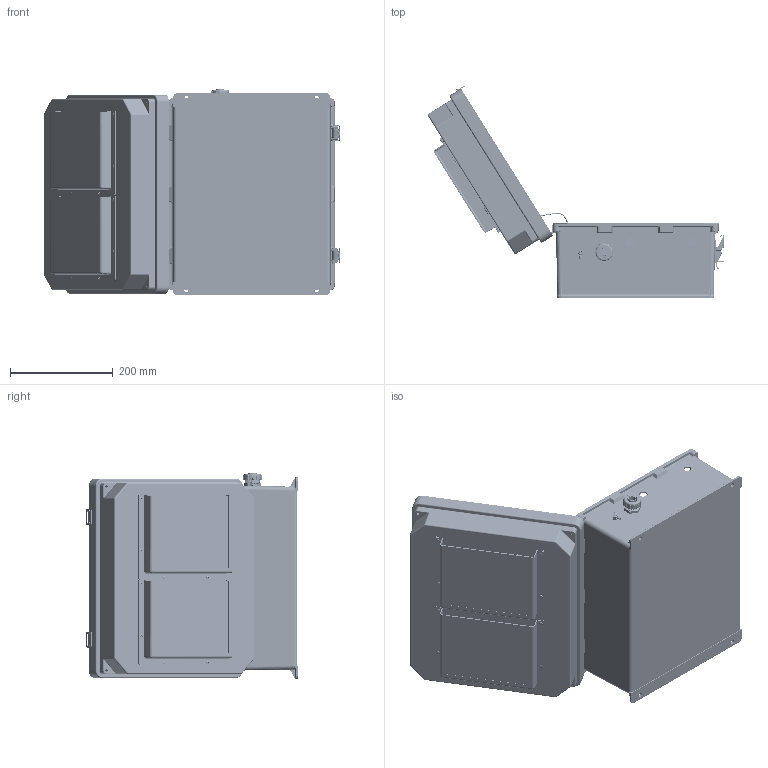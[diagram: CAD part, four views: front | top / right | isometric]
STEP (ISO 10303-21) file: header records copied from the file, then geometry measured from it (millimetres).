
FILE_DESCRIPTION (( 'STEP AP214' ), '1' );
FILE_NAME ('TEF141207-40FAF.STEP', '2018-11-20T18:10:06', ( '' ), ( '' ), 'SwSTEP 2.0', 'SolidWorks 2017', '' );
FILE_SCHEMA (( 'AUTOMOTIVE_DESIGN' ));
Length unit declared in the file: inch
Products named in the file (28): XFS-0017; 10-32 NEMA PLATE SCREW; XCT-0011; XCT-0010; 1BE02-011; XFW-0002; XFN-0003; XCT-0005; XMH-0005; XFS-0026; XFS-0006; XC-0003; XFW-0004; NB141207-DoorClasp-2; HYP245; NB141207-DoorClasp-1; XFR-0005; NB141207-Lid-Vented; XFS-0024_90184A168; NB141207-Hinge; FanWire-14-40F; NB141207-Box; XMH-0002; Fan Screen-120x120 ALUM; TEF141207-40FAF; XFN-0002; XM220-01-UL; NEMA 14-400 GroundWire
Assembly tree (58 placements, depth 2):
  TEF141207-40FAF
    NB141207-Box
    NB141207-Hinge  x2
    NB141207-Lid-Vented
    NB141207-DoorClasp-1  x2
    NB141207-DoorClasp-2  x2
    XC-0003
    XFS-0026
    XCT-0005
    XFN-0003  x2
    XFW-0002
    1BE02-011
    XCT-0010
    XCT-0011
    10-32 NEMA PLATE SCREW  x4
    XFS-0017
    NEMA 14-400 GroundWire
    XM220-01-UL  x2
    XFN-0002  x8
    Fan Screen-120x120 ALUM  x2
    XMH-0002
    FanWire-14-40F
    XFS-0024_90184A168  x4
    XFR-0005  x12
    HYP245
    XFW-0004  x2
    XFS-0006
    XMH-0005
Bounding box: 578.07 x 413.05 x 402.37 mm (x, y, z)
Volume: 2527169.7 mm3; surface area: 1665872.7 mm2
Topology: 65 solids, 66 shells, 4365 faces, 11958 edges, 7756 vertices
Faces by surface type: cylinder 1760, plane 1521, bspline 493, cone 330, torus 241, sphere 20
Full cylindrical faces by diameter (mm): 0.269 x546, 1.778 x12, 2.705 x42, 3.15 x4, 3.175 x30, 3.302 x4, 3.378 x20, 3.411 x4, 3.607 x1, 3.797 x12, 4.064 x4, 4.496 x24, 4.572 x1, 5.004 x1, 5.08 x2, 5.182 x1, 5.3 x2, 5.436 x8, 5.639 x1, 6.35 x4, 6.5 x4, 6.655 x14, 7.62 x3, 8 x4, 8.928 x4, 9.22 x1, 9.296 x4, 9.525 x1, 10 x4, 11.024 x2
Entity records: 122610 total; most frequent: CARTESIAN_POINT 42569, ORIENTED_EDGE 13708, DIRECTION 13376, EDGE_CURVE 6854, AXIS2_PLACEMENT_3D 5125, VERTEX_POINT 4740, EDGE_LOOP 4480, FACE_OUTER_BOUND 3418
